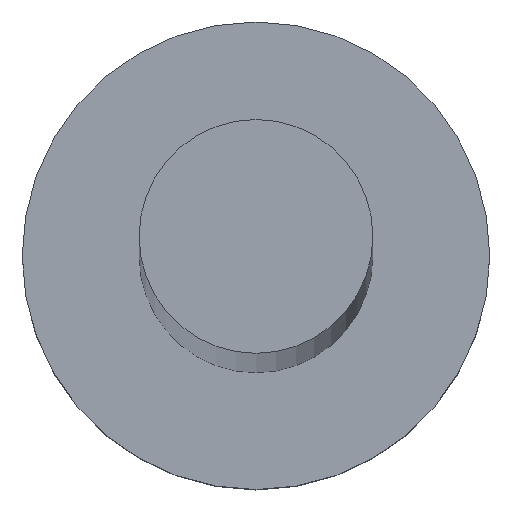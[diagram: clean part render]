
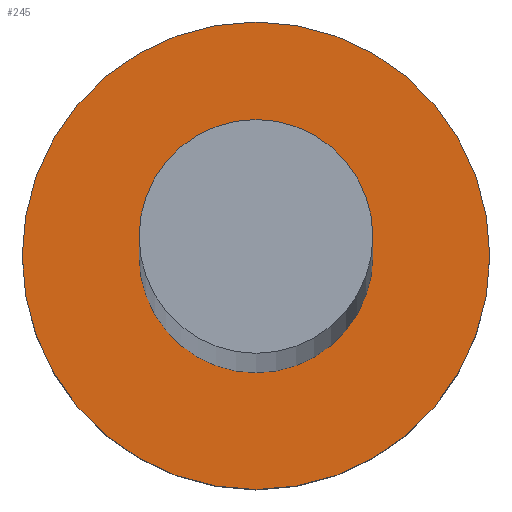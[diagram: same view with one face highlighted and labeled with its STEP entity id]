
A CAD part, top view. The second image highlights one B-rep face of the part: STEP entity #245.
In plain terms, the highlighted planar face has unit normal (0, 0, 1).
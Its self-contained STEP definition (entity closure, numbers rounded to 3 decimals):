
#1 = ORIENTED_EDGE ( 'NONE', *, *, #130, .F. ) ;
#13 = CARTESIAN_POINT ( 'NONE',  ( 0., 0., 2. ) ) ;
#14 = CARTESIAN_POINT ( 'NONE',  ( -1., 0., 2. ) ) ;
#16 = CIRCLE ( 'NONE', #119, 1. ) ;
#18 = EDGE_CURVE ( 'NONE', #153, #238, #16, .T. ) ;
#20 = ORIENTED_EDGE ( 'NONE', *, *, #74, .T. ) ;
#30 = CARTESIAN_POINT ( 'NONE',  ( 2., 0., 2. ) ) ;
#33 = CIRCLE ( 'NONE', #53, 2. ) ;
#36 = DIRECTION ( 'NONE',  ( 1., 0., 0. ) ) ;
#42 = VERTEX_POINT ( 'NONE', #30 ) ;
#53 = AXIS2_PLACEMENT_3D ( 'NONE', #193, #73, #226 ) ;
#58 = CARTESIAN_POINT ( 'NONE',  ( 0., 0., 2. ) ) ;
#67 = ORIENTED_EDGE ( 'NONE', *, *, #253, .T. ) ;
#70 = CARTESIAN_POINT ( 'NONE',  ( -2., 0., 2. ) ) ;
#73 = DIRECTION ( 'NONE',  ( 0., 0., 1. ) ) ;
#74 = EDGE_CURVE ( 'NONE', #42, #189, #33, .T. ) ;
#80 = DIRECTION ( 'NONE',  ( 0., 0., 1. ) ) ;
#84 = DIRECTION ( 'NONE',  ( 0., 0., 1. ) ) ;
#96 = AXIS2_PLACEMENT_3D ( 'NONE', #13, #248, #36 ) ;
#115 = CARTESIAN_POINT ( 'NONE',  ( 0., 0., 2. ) ) ;
#116 = FACE_OUTER_BOUND ( 'NONE', #211, .T. ) ;
#118 = DIRECTION ( 'NONE',  ( 0., 0., 1. ) ) ;
#119 = AXIS2_PLACEMENT_3D ( 'NONE', #220, #84, #147 ) ;
#127 = ORIENTED_EDGE ( 'NONE', *, *, #18, .F. ) ;
#130 = EDGE_CURVE ( 'NONE', #238, #153, #196, .T. ) ;
#137 = AXIS2_PLACEMENT_3D ( 'NONE', #58, #80, #140 ) ;
#140 = DIRECTION ( 'NONE',  ( 1., 0., 0. ) ) ;
#147 = DIRECTION ( 'NONE',  ( 1., 0., 0. ) ) ;
#153 = VERTEX_POINT ( 'NONE', #214 ) ;
#164 = EDGE_LOOP ( 'NONE', ( #1, #127 ) ) ;
#189 = VERTEX_POINT ( 'NONE', #70 ) ;
#193 = CARTESIAN_POINT ( 'NONE',  ( 0., 0., 2. ) ) ;
#196 = CIRCLE ( 'NONE', #137, 1. ) ;
#209 = PLANE ( 'NONE',  #235 ) ;
#210 = CIRCLE ( 'NONE', #96, 2. ) ;
#211 = EDGE_LOOP ( 'NONE', ( #67, #20 ) ) ;
#212 = FACE_BOUND ( 'NONE', #164, .T. ) ;
#214 = CARTESIAN_POINT ( 'NONE',  ( 1., 0., 2. ) ) ;
#220 = CARTESIAN_POINT ( 'NONE',  ( 0., 0., 2. ) ) ;
#226 = DIRECTION ( 'NONE',  ( 1., 0., 0. ) ) ;
#235 = AXIS2_PLACEMENT_3D ( 'NONE', #115, #118, #247 ) ;
#238 = VERTEX_POINT ( 'NONE', #14 ) ;
#245 = ADVANCED_FACE ( 'NONE', ( #212, #116 ), #209, .T. ) ;
#247 = DIRECTION ( 'NONE',  ( 1., 0., 0. ) ) ;
#248 = DIRECTION ( 'NONE',  ( 0., 0., 1. ) ) ;
#253 = EDGE_CURVE ( 'NONE', #189, #42, #210, .T. ) ;
